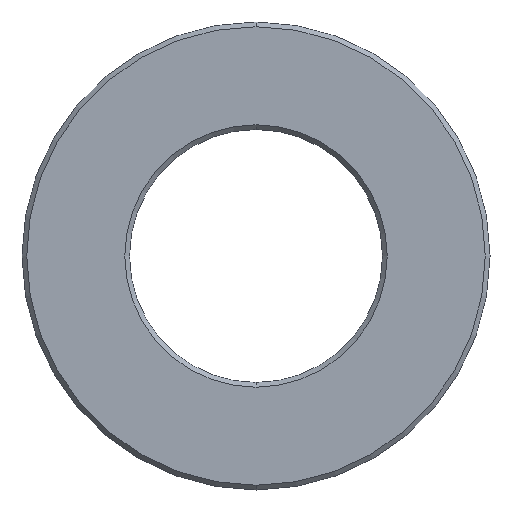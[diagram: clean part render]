
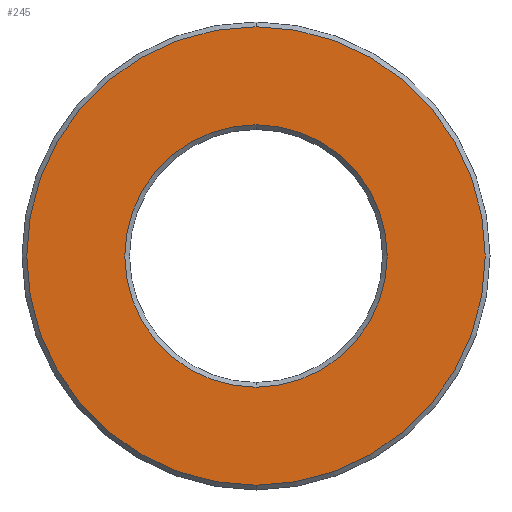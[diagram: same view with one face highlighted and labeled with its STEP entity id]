
A CAD part, front view. The second image highlights one B-rep face of the part: STEP entity #245.
In plain terms, the highlighted planar face has unit normal (0, -1, 0).
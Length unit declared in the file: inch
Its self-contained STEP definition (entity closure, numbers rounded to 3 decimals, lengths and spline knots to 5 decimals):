
#5 = VERTEX_POINT ( 'NONE', #317 ) ;
#13 = EDGE_CURVE ( 'NONE', #208, #193, #360, .T. ) ;
#30 = AXIS2_PLACEMENT_3D ( 'NONE', #227, #159, #404 ) ;
#36 = ORIENTED_EDGE ( 'NONE', *, *, #152, .T. ) ;
#52 = FACE_OUTER_BOUND ( 'NONE', #76, .T. ) ;
#58 = CIRCLE ( 'NONE', #184, 0.2075 ) ;
#64 = CARTESIAN_POINT ( 'NONE',  ( 0., -0.125, 0. ) ) ;
#76 = EDGE_LOOP ( 'NONE', ( #144, #36 ) ) ;
#93 = EDGE_LOOP ( 'NONE', ( #279, #137 ) ) ;
#94 = CARTESIAN_POINT ( 'NONE',  ( 0., -0.125, -0.3625 ) ) ;
#97 = CIRCLE ( 'NONE', #30, 0.3625 ) ;
#108 = EDGE_CURVE ( 'NONE', #226, #5, #58, .T. ) ;
#114 = FACE_BOUND ( 'NONE', #93, .T. ) ;
#137 = ORIENTED_EDGE ( 'NONE', *, *, #108, .T. ) ;
#144 = ORIENTED_EDGE ( 'NONE', *, *, #13, .T. ) ;
#152 = EDGE_CURVE ( 'NONE', #193, #208, #97, .T. ) ;
#158 = CARTESIAN_POINT ( 'NONE',  ( -0.2, -0.125, 0. ) ) ;
#159 = DIRECTION ( 'NONE',  ( 0., -1., 0. ) ) ;
#184 = AXIS2_PLACEMENT_3D ( 'NONE', #295, #362, #293 ) ;
#190 = AXIS2_PLACEMENT_3D ( 'NONE', #64, #348, #379 ) ;
#193 = VERTEX_POINT ( 'NONE', #94 ) ;
#208 = VERTEX_POINT ( 'NONE', #273 ) ;
#226 = VERTEX_POINT ( 'NONE', #410 ) ;
#227 = CARTESIAN_POINT ( 'NONE',  ( 0., -0.125, 0. ) ) ;
#245 = ADVANCED_FACE ( 'NONE', ( #52, #114 ), #333, .T. ) ;
#255 = CARTESIAN_POINT ( 'NONE',  ( 0., -0.125, 0. ) ) ;
#258 = DIRECTION ( 'NONE',  ( 0., 0., -1. ) ) ;
#260 = DIRECTION ( 'NONE',  ( 0., -1., 0. ) ) ;
#273 = CARTESIAN_POINT ( 'NONE',  ( 0., -0.125, 0.3625 ) ) ;
#279 = ORIENTED_EDGE ( 'NONE', *, *, #391, .T. ) ;
#280 = AXIS2_PLACEMENT_3D ( 'NONE', #158, #297, #440 ) ;
#287 = CIRCLE ( 'NONE', #190, 0.2075 ) ;
#292 = AXIS2_PLACEMENT_3D ( 'NONE', #255, #260, #258 ) ;
#293 = DIRECTION ( 'NONE',  ( 0., 0., -1. ) ) ;
#295 = CARTESIAN_POINT ( 'NONE',  ( 0., -0.125, 0. ) ) ;
#297 = DIRECTION ( 'NONE',  ( 0., -1., 0. ) ) ;
#317 = CARTESIAN_POINT ( 'NONE',  ( 0., -0.125, -0.2075 ) ) ;
#333 = PLANE ( 'NONE',  #280 ) ;
#348 = DIRECTION ( 'NONE',  ( 0., 1., 0. ) ) ;
#360 = CIRCLE ( 'NONE', #292, 0.3625 ) ;
#362 = DIRECTION ( 'NONE',  ( 0., 1., 0. ) ) ;
#379 = DIRECTION ( 'NONE',  ( 0., 0., -1. ) ) ;
#391 = EDGE_CURVE ( 'NONE', #5, #226, #287, .T. ) ;
#404 = DIRECTION ( 'NONE',  ( 0., 0., -1. ) ) ;
#410 = CARTESIAN_POINT ( 'NONE',  ( 0., -0.125, 0.2075 ) ) ;
#440 = DIRECTION ( 'NONE',  ( 0., 0., -1. ) ) ;
